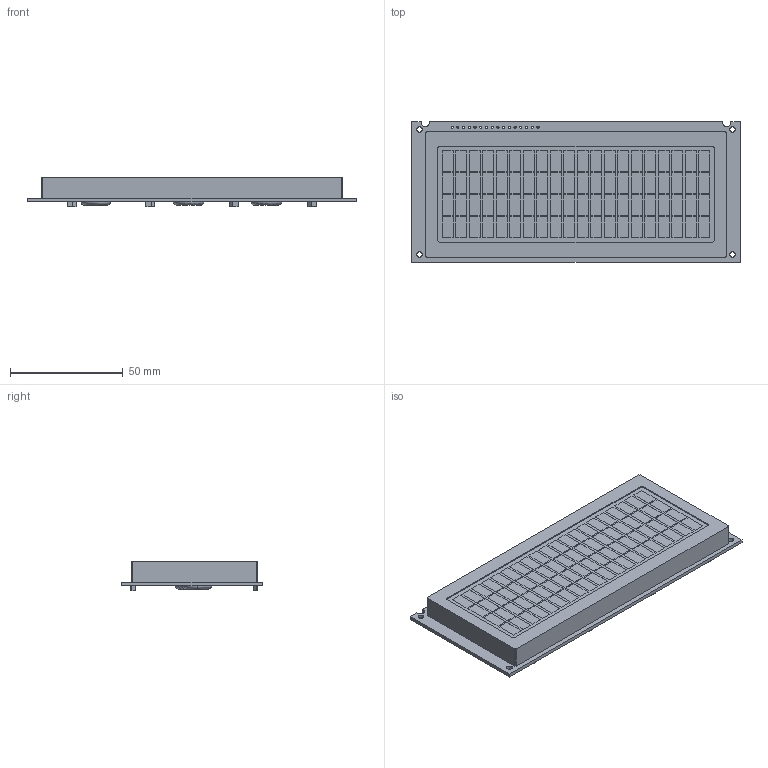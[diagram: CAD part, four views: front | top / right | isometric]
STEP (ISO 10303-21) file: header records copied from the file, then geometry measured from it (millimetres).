
FILE_DESCRIPTION (( 'STEP AP214' ), '1' );
FILE_NAME ('NHD-0420E2Z.STEP', '2017-08-09T17:01:42', ( '' ), ( '' ), 'SwSTEP 2.0', 'SolidWorks 2017', '' );
FILE_SCHEMA (( 'AUTOMOTIVE_DESIGN' ));
Length unit declared in the file: millimetre
Products named in the file (1): NHD-0420E2Z
Bounding box: 146 x 62.5 x 13.3 mm (x, y, z)
Volume: 83221.8 mm3; surface area: 23013.9 mm2
Topology: 1 solids, 1 shells, 541 faces, 1344 edges, 898 vertices
Faces by surface type: plane 489, cylinder 46, bspline 6
Entity records: 16206 total; most frequent: CARTESIAN_POINT 3104, ORIENTED_EDGE 2688, DIRECTION 2508, EDGE_CURVE 1344, VECTOR 1228, LINE 1228, VERTEX_POINT 898, EDGE_LOOP 674
